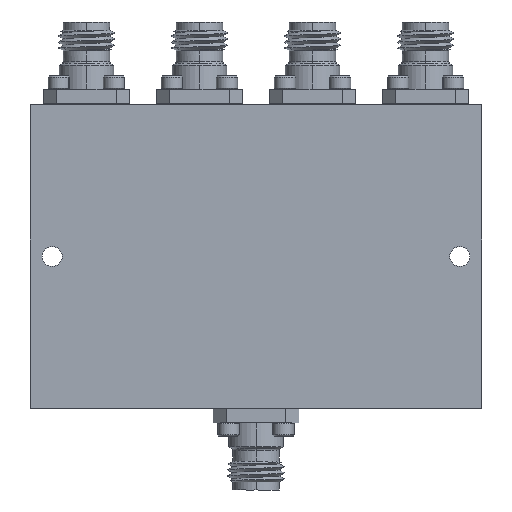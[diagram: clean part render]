
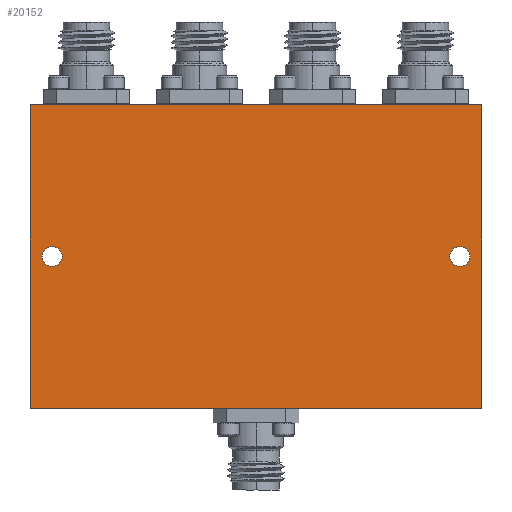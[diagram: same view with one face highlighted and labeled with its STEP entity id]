
A CAD part, front view. The second image highlights one B-rep face of the part: STEP entity #20152.
In plain terms, the highlighted planar face has unit normal (0, -1, 0).
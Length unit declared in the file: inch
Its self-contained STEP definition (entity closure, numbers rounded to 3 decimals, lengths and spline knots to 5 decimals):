
#1469 = CARTESIAN_POINT ( 'NONE',  ( -3.23306, 0.34368, 0.10919 ) ) ;
#1800 = CARTESIAN_POINT ( 'NONE',  ( -3.13306, 0.34368, 0.75419 ) ) ;
#4867 = ORIENTED_EDGE ( 'NONE', *, *, #28946, .T. ) ;
#5562 = CIRCLE ( 'NONE', #8639, 0.045 ) ;
#6397 = VERTEX_POINT ( 'NONE', #63082 ) ;
#7203 = VERTEX_POINT ( 'NONE', #1800 ) ;
#7645 = FACE_BOUND ( 'NONE', #8845, .T. ) ;
#8639 = AXIS2_PLACEMENT_3D ( 'NONE', #15407, #61981, #21258 ) ;
#8845 = EDGE_LOOP ( 'NONE', ( #19827, #62236 ) ) ;
#11205 = CARTESIAN_POINT ( 'NONE',  ( -1.18306, 0.34368, 1.48919 ) ) ;
#11597 = CIRCLE ( 'NONE', #72052, 0.045 ) ;
#11723 = DIRECTION ( 'NONE',  ( 0., -1., 0. ) ) ;
#12174 = LINE ( 'NONE', #1469, #60204 ) ;
#15407 = CARTESIAN_POINT ( 'NONE',  ( -3.13306, 0.34368, 0.79919 ) ) ;
#15431 = DIRECTION ( 'NONE',  ( 0., 0., 1. ) ) ;
#15499 = CARTESIAN_POINT ( 'NONE',  ( -3.13306, 0.34368, 0.84419 ) ) ;
#15935 = EDGE_CURVE ( 'NONE', #57679, #29595, #34260, .T. ) ;
#16828 = EDGE_CURVE ( 'NONE', #29595, #57679, #11597, .T. ) ;
#16858 = AXIS2_PLACEMENT_3D ( 'NONE', #64129, #11723, #46122 ) ;
#17037 = PLANE ( 'NONE',  #16858 ) ;
#17391 = VECTOR ( 'NONE', #30832, 39.37008 ) ;
#18227 = CARTESIAN_POINT ( 'NONE',  ( -3.23306, 0.34368, 1.48919 ) ) ;
#18291 = AXIS2_PLACEMENT_3D ( 'NONE', #56714, #50829, #15431 ) ;
#18644 = VECTOR ( 'NONE', #29879, 39.37008 ) ;
#19338 = EDGE_CURVE ( 'NONE', #62749, #28522, #47622, .T. ) ;
#19827 = ORIENTED_EDGE ( 'NONE', *, *, #15935, .T. ) ;
#20152 = ADVANCED_FACE ( 'NONE', ( #35730, #7645, #68360 ), #17037, .T. ) ;
#20969 = EDGE_CURVE ( 'NONE', #28522, #6397, #65600, .T. ) ;
#21258 = DIRECTION ( 'NONE',  ( 0., 0., 1. ) ) ;
#23479 = CARTESIAN_POINT ( 'NONE',  ( -1.28306, 0.34368, 0.84419 ) ) ;
#23504 = DIRECTION ( 'NONE',  ( 0., 0., 1. ) ) ;
#24148 = ORIENTED_EDGE ( 'NONE', *, *, #20969, .F. ) ;
#25464 = LINE ( 'NONE', #46245, #17391 ) ;
#28522 = VERTEX_POINT ( 'NONE', #11205 ) ;
#28946 = EDGE_CURVE ( 'NONE', #66286, #7203, #44950, .T. ) ;
#29595 = VERTEX_POINT ( 'NONE', #61920 ) ;
#29810 = EDGE_LOOP ( 'NONE', ( #44074, #50431, #24148, #62568 ) ) ;
#29879 = DIRECTION ( 'NONE',  ( 1., 0., 0. ) ) ;
#30591 = ORIENTED_EDGE ( 'NONE', *, *, #50775, .T. ) ;
#30832 = DIRECTION ( 'NONE',  ( 0., 0., 1. ) ) ;
#32436 = CARTESIAN_POINT ( 'NONE',  ( -3.23306, 0.34368, 1.48919 ) ) ;
#33371 = CARTESIAN_POINT ( 'NONE',  ( -1.18306, 0.34368, 1.48919 ) ) ;
#34057 = EDGE_CURVE ( 'NONE', #42907, #62749, #25464, .T. ) ;
#34260 = CIRCLE ( 'NONE', #51972, 0.045 ) ;
#34795 = VECTOR ( 'NONE', #50551, 39.37008 ) ;
#35730 = FACE_BOUND ( 'NONE', #47074, .T. ) ;
#36958 = DIRECTION ( 'NONE',  ( 0., 1., 0. ) ) ;
#41451 = DIRECTION ( 'NONE',  ( 0., 1., 0. ) ) ;
#42716 = CARTESIAN_POINT ( 'NONE',  ( -1.28306, 0.34368, 0.79919 ) ) ;
#42907 = VERTEX_POINT ( 'NONE', #58933 ) ;
#44074 = ORIENTED_EDGE ( 'NONE', *, *, #34057, .F. ) ;
#44950 = CIRCLE ( 'NONE', #18291, 0.045 ) ;
#46122 = DIRECTION ( 'NONE',  ( 0., 0., -1. ) ) ;
#46245 = CARTESIAN_POINT ( 'NONE',  ( -3.23306, 0.34368, 1.48919 ) ) ;
#47074 = EDGE_LOOP ( 'NONE', ( #4867, #30591 ) ) ;
#47622 = LINE ( 'NONE', #18227, #18644 ) ;
#50431 = ORIENTED_EDGE ( 'NONE', *, *, #72377, .F. ) ;
#50551 = DIRECTION ( 'NONE',  ( 0., 0., -1. ) ) ;
#50775 = EDGE_CURVE ( 'NONE', #7203, #66286, #5562, .T. ) ;
#50829 = DIRECTION ( 'NONE',  ( 0., 1., 0. ) ) ;
#51972 = AXIS2_PLACEMENT_3D ( 'NONE', #42716, #36958, #54620 ) ;
#54620 = DIRECTION ( 'NONE',  ( 0., 0., 1. ) ) ;
#56714 = CARTESIAN_POINT ( 'NONE',  ( -3.13306, 0.34368, 0.79919 ) ) ;
#57679 = VERTEX_POINT ( 'NONE', #23479 ) ;
#58189 = CARTESIAN_POINT ( 'NONE',  ( -1.28306, 0.34368, 0.79919 ) ) ;
#58933 = CARTESIAN_POINT ( 'NONE',  ( -3.23306, 0.34368, 0.10919 ) ) ;
#60204 = VECTOR ( 'NONE', #66378, 39.37008 ) ;
#61920 = CARTESIAN_POINT ( 'NONE',  ( -1.28306, 0.34368, 0.75419 ) ) ;
#61981 = DIRECTION ( 'NONE',  ( 0., 1., 0. ) ) ;
#62236 = ORIENTED_EDGE ( 'NONE', *, *, #16828, .T. ) ;
#62568 = ORIENTED_EDGE ( 'NONE', *, *, #19338, .F. ) ;
#62749 = VERTEX_POINT ( 'NONE', #32436 ) ;
#63082 = CARTESIAN_POINT ( 'NONE',  ( -1.18306, 0.34368, 0.10919 ) ) ;
#64129 = CARTESIAN_POINT ( 'NONE',  ( -3.23306, 0.34368, 1.48919 ) ) ;
#65600 = LINE ( 'NONE', #33371, #34795 ) ;
#66286 = VERTEX_POINT ( 'NONE', #15499 ) ;
#66378 = DIRECTION ( 'NONE',  ( -1., 0., 0. ) ) ;
#68360 = FACE_OUTER_BOUND ( 'NONE', #29810, .T. ) ;
#72052 = AXIS2_PLACEMENT_3D ( 'NONE', #58189, #41451, #23504 ) ;
#72377 = EDGE_CURVE ( 'NONE', #6397, #42907, #12174, .T. ) ;
